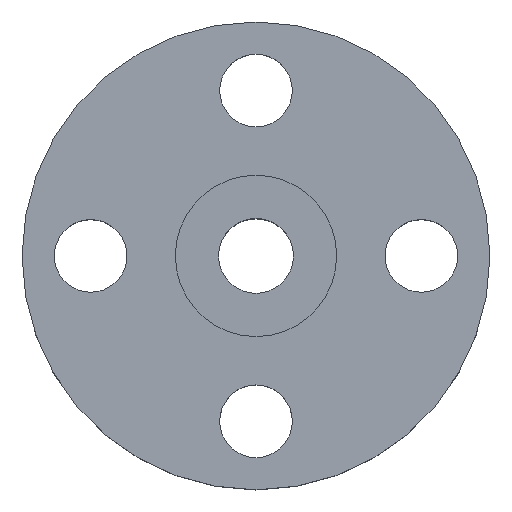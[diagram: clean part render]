
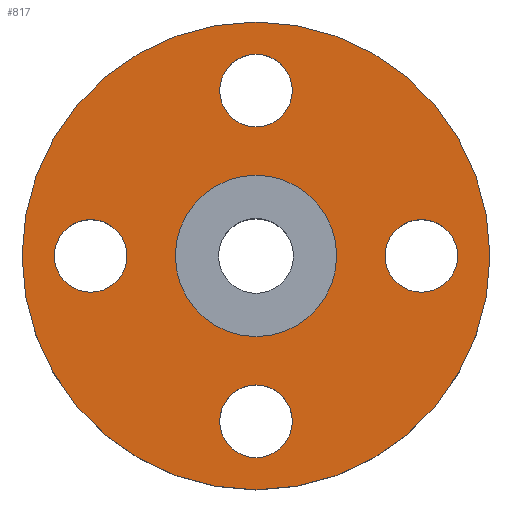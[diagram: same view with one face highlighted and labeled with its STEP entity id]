
A CAD part, top view. The second image highlights one B-rep face of the part: STEP entity #817.
In plain terms, the highlighted planar face has unit normal (0, 0, 1).
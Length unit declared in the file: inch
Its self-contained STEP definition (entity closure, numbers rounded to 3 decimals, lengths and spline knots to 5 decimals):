
#2 = CARTESIAN_POINT ( 'NONE',  ( -3.625, 0., -0.25 ) ) ;
#7 = AXIS2_PLACEMENT_3D ( 'NONE', #476, #680, #551 ) ;
#22 = CIRCLE ( 'NONE', #477, 0.5625 ) ;
#30 = DIRECTION ( 'NONE',  ( 1., 0., 0. ) ) ;
#45 = CIRCLE ( 'NONE', #7, 0.5625 ) ;
#46 = EDGE_LOOP ( 'NONE', ( #142, #582 ) ) ;
#51 = ORIENTED_EDGE ( 'NONE', *, *, #416, .F. ) ;
#73 = FACE_OUTER_BOUND ( 'NONE', #707, .T. ) ;
#77 = DIRECTION ( 'NONE',  ( 0., 0., -1. ) ) ;
#85 = EDGE_CURVE ( 'NONE', #646, #760, #524, .T. ) ;
#91 = AXIS2_PLACEMENT_3D ( 'NONE', #468, #77, #608 ) ;
#96 = AXIS2_PLACEMENT_3D ( 'NONE', #823, #140, #30 ) ;
#98 = VERTEX_POINT ( 'NONE', #720 ) ;
#102 = VERTEX_POINT ( 'NONE', #448 ) ;
#109 = VERTEX_POINT ( 'NONE', #589 ) ;
#112 = CARTESIAN_POINT ( 'NONE',  ( -0.5625, -2.5625, -0.25 ) ) ;
#116 = EDGE_CURVE ( 'NONE', #472, #853, #540, .T. ) ;
#132 = FACE_BOUND ( 'NONE', #723, .T. ) ;
#140 = DIRECTION ( 'NONE',  ( 0., 0., 1. ) ) ;
#142 = ORIENTED_EDGE ( 'NONE', *, *, #85, .F. ) ;
#149 = DIRECTION ( 'NONE',  ( 1., 0., 0. ) ) ;
#150 = CARTESIAN_POINT ( 'NONE',  ( 1.25, 0., -0.25 ) ) ;
#151 = ORIENTED_EDGE ( 'NONE', *, *, #602, .F. ) ;
#161 = CIRCLE ( 'NONE', #693, 3.625 ) ;
#167 = CARTESIAN_POINT ( 'NONE',  ( 0., 0., -0.25 ) ) ;
#171 = ORIENTED_EDGE ( 'NONE', *, *, #116, .F. ) ;
#178 = EDGE_LOOP ( 'NONE', ( #151, #495 ) ) ;
#183 = CARTESIAN_POINT ( 'NONE',  ( 0.5625, -2.5625, -0.25 ) ) ;
#195 = DIRECTION ( 'NONE',  ( 0., -1., 0. ) ) ;
#200 = FACE_BOUND ( 'NONE', #178, .T. ) ;
#204 = PLANE ( 'NONE',  #91 ) ;
#205 = EDGE_CURVE ( 'NONE', #695, #370, #342, .T. ) ;
#206 = CIRCLE ( 'NONE', #265, 0.5625 ) ;
#211 = DIRECTION ( 'NONE',  ( 1., 0., 0. ) ) ;
#216 = CARTESIAN_POINT ( 'NONE',  ( 0., 0., -0.25 ) ) ;
#223 = EDGE_CURVE ( 'NONE', #251, #98, #744, .T. ) ;
#251 = VERTEX_POINT ( 'NONE', #520 ) ;
#252 = CARTESIAN_POINT ( 'NONE',  ( 0., 2.5625, -0.25 ) ) ;
#258 = CARTESIAN_POINT ( 'NONE',  ( 0., -2.5625, -0.25 ) ) ;
#265 = AXIS2_PLACEMENT_3D ( 'NONE', #400, #600, #269 ) ;
#269 = DIRECTION ( 'NONE',  ( 0., -1., 0. ) ) ;
#276 = CARTESIAN_POINT ( 'NONE',  ( -2.5625, 0., -0.25 ) ) ;
#301 = DIRECTION ( 'NONE',  ( 1., 0., 0. ) ) ;
#304 = DIRECTION ( 'NONE',  ( 0., 1., 0. ) ) ;
#330 = EDGE_CURVE ( 'NONE', #828, #109, #206, .T. ) ;
#332 = DIRECTION ( 'NONE',  ( 0., 0., 1. ) ) ;
#342 = CIRCLE ( 'NONE', #795, 3.625 ) ;
#345 = CARTESIAN_POINT ( 'NONE',  ( -0.5625, 2.5625, -0.25 ) ) ;
#355 = EDGE_CURVE ( 'NONE', #98, #251, #598, .T. ) ;
#357 = AXIS2_PLACEMENT_3D ( 'NONE', #831, #499, #709 ) ;
#370 = VERTEX_POINT ( 'NONE', #603 ) ;
#373 = CARTESIAN_POINT ( 'NONE',  ( 2.5625, 0., -0.25 ) ) ;
#389 = DIRECTION ( 'NONE',  ( 1., 0., 0. ) ) ;
#397 = FACE_BOUND ( 'NONE', #411, .T. ) ;
#400 = CARTESIAN_POINT ( 'NONE',  ( 0., 2.5625, -0.25 ) ) ;
#401 = DIRECTION ( 'NONE',  ( 0., 0., 1. ) ) ;
#411 = EDGE_LOOP ( 'NONE', ( #843, #558 ) ) ;
#416 = EDGE_CURVE ( 'NONE', #853, #472, #45, .T. ) ;
#424 = AXIS2_PLACEMENT_3D ( 'NONE', #276, #674, #211 ) ;
#442 = EDGE_CURVE ( 'NONE', #102, #474, #717, .T. ) ;
#448 = CARTESIAN_POINT ( 'NONE',  ( -1.25, 0., -0.25 ) ) ;
#462 = DIRECTION ( 'NONE',  ( 0., 0., 1. ) ) ;
#468 = CARTESIAN_POINT ( 'NONE',  ( 0., 1.25, -0.25 ) ) ;
#472 = VERTEX_POINT ( 'NONE', #816 ) ;
#474 = VERTEX_POINT ( 'NONE', #150 ) ;
#476 = CARTESIAN_POINT ( 'NONE',  ( 2.5625, 0., -0.25 ) ) ;
#477 = AXIS2_PLACEMENT_3D ( 'NONE', #258, #332, #785 ) ;
#481 = DIRECTION ( 'NONE',  ( 0., 0., 1. ) ) ;
#494 = EDGE_CURVE ( 'NONE', #370, #695, #161, .T. ) ;
#495 = ORIENTED_EDGE ( 'NONE', *, *, #330, .F. ) ;
#499 = DIRECTION ( 'NONE',  ( 0., 0., 1. ) ) ;
#509 = CARTESIAN_POINT ( 'NONE',  ( 0., 0., -0.25 ) ) ;
#515 = DIRECTION ( 'NONE',  ( 0., 0., 1. ) ) ;
#520 = CARTESIAN_POINT ( 'NONE',  ( -2., 0., -0.25 ) ) ;
#524 = CIRCLE ( 'NONE', #834, 0.5625 ) ;
#526 = AXIS2_PLACEMENT_3D ( 'NONE', #252, #657, #195 ) ;
#540 = CIRCLE ( 'NONE', #624, 0.5625 ) ;
#551 = DIRECTION ( 'NONE',  ( -1., 0., 0. ) ) ;
#558 = ORIENTED_EDGE ( 'NONE', *, *, #442, .F. ) ;
#576 = ORIENTED_EDGE ( 'NONE', *, *, #355, .F. ) ;
#582 = ORIENTED_EDGE ( 'NONE', *, *, #691, .F. ) ;
#585 = EDGE_LOOP ( 'NONE', ( #51, #171 ) ) ;
#589 = CARTESIAN_POINT ( 'NONE',  ( 0.5625, 2.5625, -0.25 ) ) ;
#598 = CIRCLE ( 'NONE', #424, 0.5625 ) ;
#600 = DIRECTION ( 'NONE',  ( 0., 0., 1. ) ) ;
#602 = EDGE_CURVE ( 'NONE', #109, #828, #683, .T. ) ;
#603 = CARTESIAN_POINT ( 'NONE',  ( 3.625, 0., -0.25 ) ) ;
#608 = DIRECTION ( 'NONE',  ( -1., 0., 0. ) ) ;
#624 = AXIS2_PLACEMENT_3D ( 'NONE', #373, #515, #789 ) ;
#646 = VERTEX_POINT ( 'NONE', #183 ) ;
#657 = DIRECTION ( 'NONE',  ( 0., 0., 1. ) ) ;
#674 = DIRECTION ( 'NONE',  ( 0., 0., 1. ) ) ;
#678 = CARTESIAN_POINT ( 'NONE',  ( 3.125, 0., -0.25 ) ) ;
#679 = AXIS2_PLACEMENT_3D ( 'NONE', #509, #401, #389 ) ;
#680 = DIRECTION ( 'NONE',  ( 0., 0., 1. ) ) ;
#683 = CIRCLE ( 'NONE', #526, 0.5625 ) ;
#691 = EDGE_CURVE ( 'NONE', #760, #646, #22, .T. ) ;
#693 = AXIS2_PLACEMENT_3D ( 'NONE', #216, #481, #149 ) ;
#695 = VERTEX_POINT ( 'NONE', #2 ) ;
#706 = CIRCLE ( 'NONE', #679, 1.25 ) ;
#707 = EDGE_LOOP ( 'NONE', ( #839, #715 ) ) ;
#709 = DIRECTION ( 'NONE',  ( 1., 0., 0. ) ) ;
#712 = DIRECTION ( 'NONE',  ( 0., 0., 1. ) ) ;
#715 = ORIENTED_EDGE ( 'NONE', *, *, #205, .T. ) ;
#717 = CIRCLE ( 'NONE', #96, 1.25 ) ;
#720 = CARTESIAN_POINT ( 'NONE',  ( -3.125, 0., -0.25 ) ) ;
#723 = EDGE_LOOP ( 'NONE', ( #833, #576 ) ) ;
#729 = CARTESIAN_POINT ( 'NONE',  ( 0., -2.5625, -0.25 ) ) ;
#741 = FACE_BOUND ( 'NONE', #46, .T. ) ;
#744 = CIRCLE ( 'NONE', #357, 0.5625 ) ;
#760 = VERTEX_POINT ( 'NONE', #112 ) ;
#762 = EDGE_CURVE ( 'NONE', #474, #102, #706, .T. ) ;
#785 = DIRECTION ( 'NONE',  ( 0., 1., 0. ) ) ;
#789 = DIRECTION ( 'NONE',  ( -1., 0., 0. ) ) ;
#795 = AXIS2_PLACEMENT_3D ( 'NONE', #167, #462, #301 ) ;
#805 = FACE_BOUND ( 'NONE', #585, .T. ) ;
#816 = CARTESIAN_POINT ( 'NONE',  ( 2., 0., -0.25 ) ) ;
#817 = ADVANCED_FACE ( 'NONE', ( #200, #805, #741, #132, #397, #73 ), #204, .F. ) ;
#823 = CARTESIAN_POINT ( 'NONE',  ( 0., 0., -0.25 ) ) ;
#828 = VERTEX_POINT ( 'NONE', #345 ) ;
#831 = CARTESIAN_POINT ( 'NONE',  ( -2.5625, 0., -0.25 ) ) ;
#833 = ORIENTED_EDGE ( 'NONE', *, *, #223, .F. ) ;
#834 = AXIS2_PLACEMENT_3D ( 'NONE', #729, #712, #304 ) ;
#839 = ORIENTED_EDGE ( 'NONE', *, *, #494, .T. ) ;
#843 = ORIENTED_EDGE ( 'NONE', *, *, #762, .F. ) ;
#853 = VERTEX_POINT ( 'NONE', #678 ) ;
